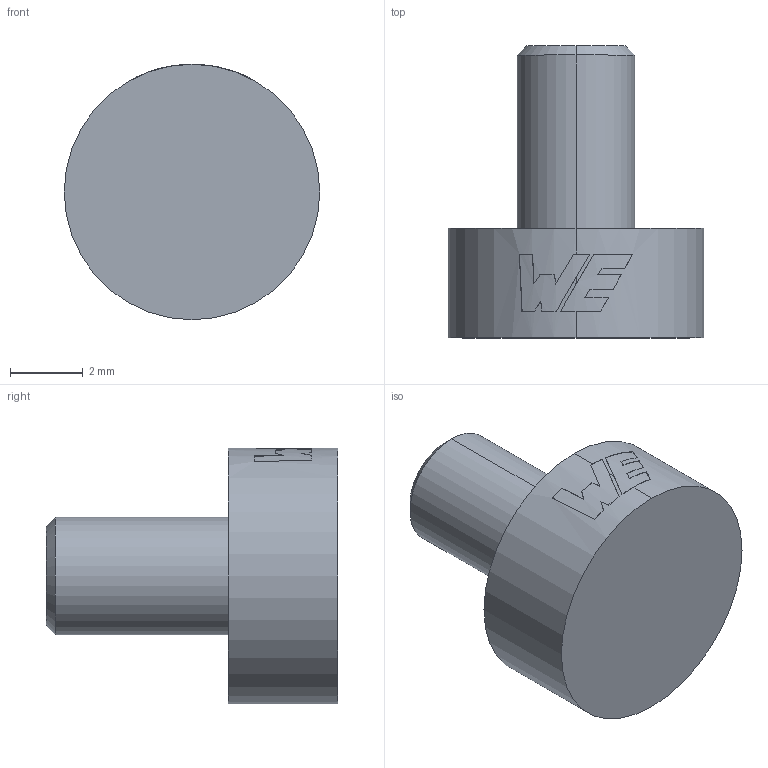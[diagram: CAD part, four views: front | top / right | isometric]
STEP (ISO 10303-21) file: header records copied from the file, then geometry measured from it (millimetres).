
FILE_DESCRIPTION (( 'STEP AP214' ), '1' );
FILE_NAME ('LF990003_66329.STEP', '2021-04-13T11:24:16', ( '' ), ( '' ), 'SwSTEP 2.0', 'SolidWorks 2018', '' );
FILE_SCHEMA (( 'AUTOMOTIVE_DESIGN' ));
Length unit declared in the file: millimetre
Products named in the file (1): LF990003_66329
Bounding box: 7 x 8 x 7 mm (x, y, z)
Volume: 156.2 mm3; surface area: 192.3 mm2
Topology: 1 solids, 1 shells, 36 faces, 97 edges, 64 vertices
Faces by surface type: plane 14, bspline 14, cylinder 6, cone 2
Entity records: 1278 total; most frequent: CARTESIAN_POINT 433, ORIENTED_EDGE 194, DIRECTION 122, EDGE_CURVE 97, VERTEX_POINT 64, AXIS2_PLACEMENT_3D 57, B_SPLINE_CURVE_WITH_KNOTS 55, EDGE_LOOP 37
